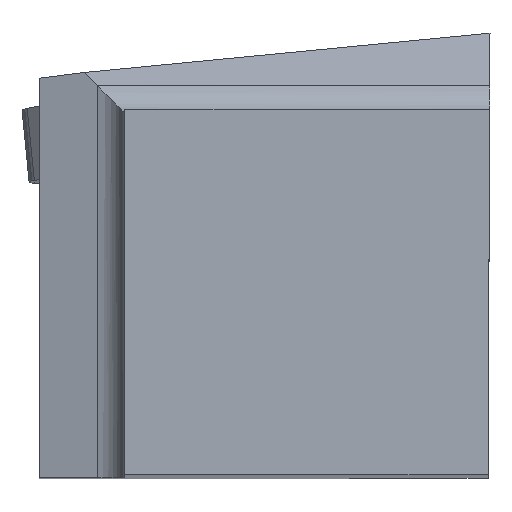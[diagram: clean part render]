
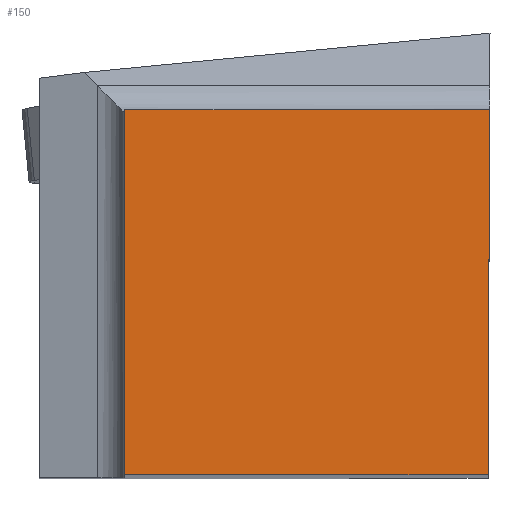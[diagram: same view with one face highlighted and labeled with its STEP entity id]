
A CAD part, top view. The second image highlights one B-rep face of the part: STEP entity #150.
In plain terms, the highlighted planar face has unit normal (0, 0, 1).
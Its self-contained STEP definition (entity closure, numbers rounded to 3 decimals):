
#120=FACE_OUTER_BOUND('',#333,.T.);
#150=ADVANCED_FACE('SHANK_FACE_BACK',(#120),#177,.F.);
#177=PLANE('',#746);
#218=LINE('',#1106,#276);
#223=LINE('',#1120,#281);
#229=LINE('',#1136,#287);
#230=LINE('',#1138,#288);
#276=VECTOR('',#860,1.);
#281=VECTOR('',#871,1.);
#287=VECTOR('',#885,1.);
#288=VECTOR('',#886,1.);
#333=EDGE_LOOP('',(#441,#442,#443,#444));
#441=ORIENTED_EDGE('',*,*,#612,.F.);
#442=ORIENTED_EDGE('',*,*,#597,.T.);
#443=ORIENTED_EDGE('',*,*,#604,.T.);
#444=ORIENTED_EDGE('',*,*,#613,.F.);
#534=VERTEX_POINT('',#1105);
#535=VERTEX_POINT('',#1107);
#540=VERTEX_POINT('',#1119);
#547=VERTEX_POINT('',#1137);
#597=EDGE_CURVE('',#535,#534,#218,.T.);
#604=EDGE_CURVE('',#534,#540,#223,.T.);
#612=EDGE_CURVE('',#535,#547,#229,.T.);
#613=EDGE_CURVE('',#547,#540,#230,.T.);
#746=AXIS2_PLACEMENT_3D('',#1139,#887,#888);
#860=DIRECTION('',(1.,0.,0.));
#871=DIRECTION('',(0.004,1.,0.));
#885=DIRECTION('',(0.,1.,0.));
#886=DIRECTION('',(1.,0.,0.));
#887=DIRECTION('',(0.,0.,-1.));
#888=DIRECTION('',(0.098,-0.995,0.));
#1105=CARTESIAN_POINT('',(-0.069,0.,0.));
#1106=CARTESIAN_POINT('',(-34.092,0.,0.));
#1107=CARTESIAN_POINT('',(-15.875,0.,0.));
#1119=CARTESIAN_POINT('',(0.,15.875,0.));
#1120=CARTESIAN_POINT('',(-0.593,-120.144,0.));
#1136=CARTESIAN_POINT('',(-15.875,-6.294,0.));
#1137=CARTESIAN_POINT('',(-15.875,15.875,0.));
#1138=CARTESIAN_POINT('',(-34.092,15.875,0.));
#1139=CARTESIAN_POINT('',(0.,0.,0.));
